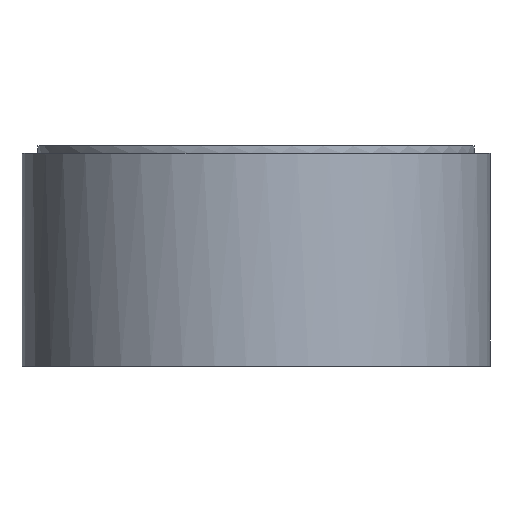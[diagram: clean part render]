
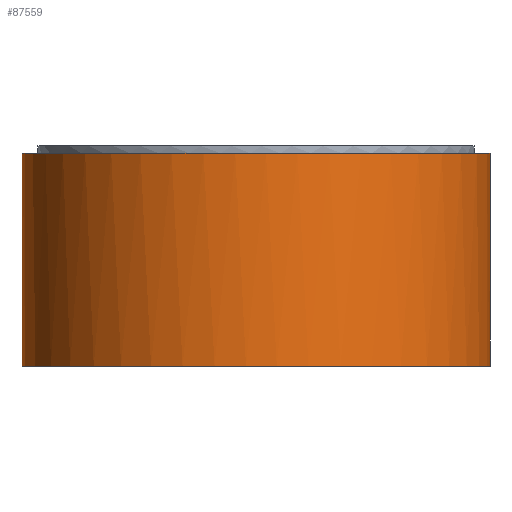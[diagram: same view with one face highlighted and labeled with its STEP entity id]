
A CAD part, front view. The second image highlights one B-rep face of the part: STEP entity #87559.
In plain terms, the highlighted free-form (B-spline) face has degree [2, 1] with [5, 2] control points.
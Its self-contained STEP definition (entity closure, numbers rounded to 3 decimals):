
#87559 = ADVANCED_FACE('',(#87560),#87596,.T.);
#87560 = FACE_BOUND('',#87561,.T.);
#87561 = EDGE_LOOP('',(#87562,#87574,#87581,#87591));
#87562 = ORIENTED_EDGE('',*,*,#87563,.F.);
#87563 = EDGE_CURVE('',#87564,#87566,#87568,.T.);
#87564 = VERTEX_POINT('',#87565);
#87565 = CARTESIAN_POINT('',(-11.415,0.,0.));
#87566 = VERTEX_POINT('',#87567);
#87567 = CARTESIAN_POINT('',(11.415,0.,0.));
#87568 = ( BOUNDED_CURVE() B_SPLINE_CURVE(2,(#87569,#87570,#87571,#87572
,#87573),.UNSPECIFIED.,.F.,.F.) B_SPLINE_CURVE_WITH_KNOTS((3,2,3),(
    3.142,4.712,6.283),
.PIECEWISE_BEZIER_KNOTS.) CURVE() GEOMETRIC_REPRESENTATION_ITEM() 
RATIONAL_B_SPLINE_CURVE((1.,0.707,1.,0.707,1.)) 
REPRESENTATION_ITEM('') );
#87569 = CARTESIAN_POINT('',(-11.415,0.,0.));
#87570 = CARTESIAN_POINT('',(-11.415,-11.415,0.));
#87571 = CARTESIAN_POINT('',(0.,-11.415,0.));
#87572 = CARTESIAN_POINT('',(11.415,-11.415,0.));
#87573 = CARTESIAN_POINT('',(11.415,0.,0.));
#87574 = ORIENTED_EDGE('',*,*,#87575,.F.);
#87575 = EDGE_CURVE('',#87576,#87564,#87578,.T.);
#87576 = VERTEX_POINT('',#87577);
#87577 = CARTESIAN_POINT('',(-11.415,0.,
    10.377));
#87578 = B_SPLINE_CURVE_WITH_KNOTS('',1,(#87579,#87580),.UNSPECIFIED.,
  .F.,.F.,(2,2),(0.,10.),.PIECEWISE_BEZIER_KNOTS.);
#87579 = CARTESIAN_POINT('',(-11.415,0.,10.377));
#87580 = CARTESIAN_POINT('',(-11.415,0.,0.));
#87581 = ORIENTED_EDGE('',*,*,#87582,.F.);
#87582 = EDGE_CURVE('',#87583,#87576,#87585,.T.);
#87583 = VERTEX_POINT('',#87584);
#87584 = CARTESIAN_POINT('',(11.415,0.,
    10.377));
#87585 = ( BOUNDED_CURVE() B_SPLINE_CURVE(2,(#87586,#87587,#87588,#87589
,#87590),.UNSPECIFIED.,.F.,.F.) B_SPLINE_CURVE_WITH_KNOTS((3,2,3),(
    0.,1.571,3.142),
.PIECEWISE_BEZIER_KNOTS.) CURVE() GEOMETRIC_REPRESENTATION_ITEM() 
RATIONAL_B_SPLINE_CURVE((1.,0.707,1.,0.707,1.)) 
REPRESENTATION_ITEM('') );
#87586 = CARTESIAN_POINT('',(11.415,0.,
    10.377));
#87587 = CARTESIAN_POINT('',(11.415,-11.415,
    10.377));
#87588 = CARTESIAN_POINT('',(0.,-11.415,
    10.377));
#87589 = CARTESIAN_POINT('',(-11.415,-11.415,
    10.377));
#87590 = CARTESIAN_POINT('',(-11.415,0.,
    10.377));
#87591 = ORIENTED_EDGE('',*,*,#87592,.F.);
#87592 = EDGE_CURVE('',#87566,#87583,#87593,.T.);
#87593 = B_SPLINE_CURVE_WITH_KNOTS('',1,(#87594,#87595),.UNSPECIFIED.,
  .F.,.F.,(2,2),(0.,10.),.PIECEWISE_BEZIER_KNOTS.);
#87594 = CARTESIAN_POINT('',(11.415,0.,0.));
#87595 = CARTESIAN_POINT('',(11.415,0.,10.377));
#87596 = ( BOUNDED_SURFACE() B_SPLINE_SURFACE(2,1,(
    (#87597,#87598)
    ,(#87599,#87600)
    ,(#87601,#87602)
    ,(#87603,#87604)
    ,(#87605,#87606
)),.UNSPECIFIED.,.F.,.F.,.F.) B_SPLINE_SURFACE_WITH_KNOTS((3,2,3),(2,2),
  (0.,1.571,3.142),(0.,10.),.PIECEWISE_BEZIER_KNOTS.) 
GEOMETRIC_REPRESENTATION_ITEM() RATIONAL_B_SPLINE_SURFACE((
    (1.,1.)
    ,(0.707,0.707)
    ,(1.,1.)
    ,(0.707,0.707)
,(1.,1.))) REPRESENTATION_ITEM('') SURFACE() );
#87597 = CARTESIAN_POINT('',(-11.415,0.,
    10.377));
#87598 = CARTESIAN_POINT('',(-11.415,0.,
    0.));
#87599 = CARTESIAN_POINT('',(-11.415,-11.415,
    10.377));
#87600 = CARTESIAN_POINT('',(-11.415,-11.415,
    0.));
#87601 = CARTESIAN_POINT('',(0.,-11.415,
    10.377));
#87602 = CARTESIAN_POINT('',(0.,-11.415,
    0.));
#87603 = CARTESIAN_POINT('',(11.415,-11.415,
    10.377));
#87604 = CARTESIAN_POINT('',(11.415,-11.415,
    0.));
#87605 = CARTESIAN_POINT('',(11.415,0.,
    10.377));
#87606 = CARTESIAN_POINT('',(11.415,0.,
    0.));
